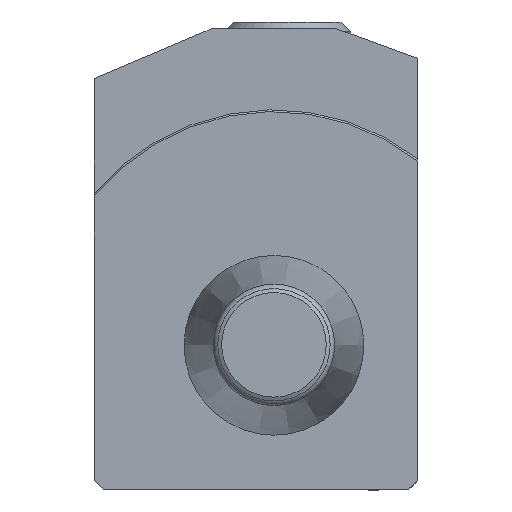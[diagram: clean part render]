
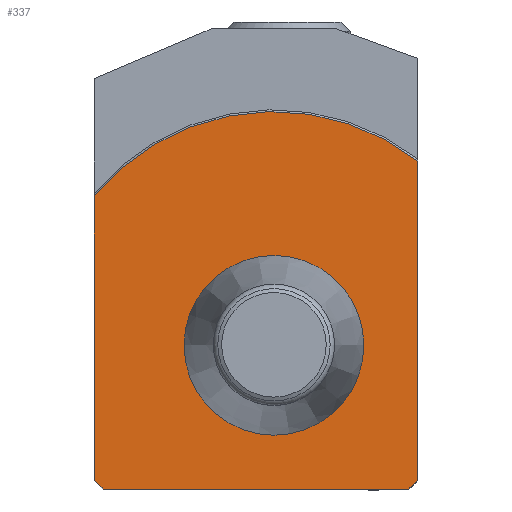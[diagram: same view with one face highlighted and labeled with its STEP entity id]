
A CAD part, top view. The second image highlights one B-rep face of the part: STEP entity #337.
In plain terms, the highlighted planar face has unit normal (0, 0, 1).
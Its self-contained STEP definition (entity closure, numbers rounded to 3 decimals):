
#153=FACE_BOUND('',#613,.T.);
#154=FACE_BOUND('',#614,.T.);
#222=CIRCLE('',#2157,5.);
#223=CIRCLE('',#2158,13.);
#337=ADVANCED_FACE('SHANK_NECK_TOP_1',(#153,#154),#447,.T.);
#447=PLANE('',#2159);
#613=EDGE_LOOP('',(#801));
#614=EDGE_LOOP('',(#802,#803,#804,#805,#806,#807));
#801=ORIENTED_EDGE('',*,*,#1548,.T.);
#802=ORIENTED_EDGE('',*,*,#1543,.T.);
#803=ORIENTED_EDGE('',*,*,#1549,.F.);
#804=ORIENTED_EDGE('',*,*,#1550,.T.);
#805=ORIENTED_EDGE('',*,*,#1551,.F.);
#806=ORIENTED_EDGE('',*,*,#1552,.T.);
#807=ORIENTED_EDGE('',*,*,#1553,.F.);
#1344=VERTEX_POINT('',#2976);
#1345=VERTEX_POINT('',#2978);
#1349=VERTEX_POINT('',#2989);
#1350=VERTEX_POINT('',#2991);
#1351=VERTEX_POINT('',#2993);
#1352=VERTEX_POINT('',#2995);
#1353=VERTEX_POINT('',#2997);
#1543=EDGE_CURVE('',#1345,#1344,#1812,.T.);
#1548=EDGE_CURVE('',#1349,#1349,#222,.T.);
#1549=EDGE_CURVE('',#1350,#1344,#223,.T.);
#1550=EDGE_CURVE('',#1350,#1351,#1816,.T.);
#1551=EDGE_CURVE('',#1352,#1351,#1817,.T.);
#1552=EDGE_CURVE('',#1352,#1353,#1818,.T.);
#1553=EDGE_CURVE('',#1345,#1353,#1819,.T.);
#1812=LINE('',#2977,#1953);
#1816=LINE('',#2992,#1957);
#1817=LINE('',#2994,#1958);
#1818=LINE('',#2996,#1959);
#1819=LINE('',#2998,#1960);
#1953=VECTOR('',#2376,1.);
#1957=VECTOR('',#2390,1.);
#1958=VECTOR('',#2391,1.);
#1959=VECTOR('',#2392,1.);
#1960=VECTOR('',#2393,1.);
#2157=AXIS2_PLACEMENT_3D('',#2988,#2386,#2387);
#2158=AXIS2_PLACEMENT_3D('',#2990,#2388,#2389);
#2159=AXIS2_PLACEMENT_3D('',#2999,#2394,#2395);
#2376=DIRECTION('',(0.,1.,0.));
#2386=DIRECTION('',(0.,0.,-1.));
#2387=DIRECTION('',(-1.,0.,0.));
#2388=DIRECTION('',(0.,0.,-1.));
#2389=DIRECTION('',(1.,0.,0.));
#2390=DIRECTION('',(0.,-1.,0.));
#2391=DIRECTION('',(-0.707,0.707,0.));
#2392=DIRECTION('',(1.,0.,0.));
#2393=DIRECTION('',(-0.707,-0.707,0.));
#2394=DIRECTION('',(0.,0.,1.));
#2395=DIRECTION('',(-1.,0.,0.));
#2976=CARTESIAN_POINT('',(8.,10.247,0.));
#2977=CARTESIAN_POINT('',(8.,-8.,0.));
#2978=CARTESIAN_POINT('',(8.,-7.5,0.));
#2988=CARTESIAN_POINT('',(0.,0.,0.));
#2989=CARTESIAN_POINT('',(-5.,0.,0.));
#2990=CARTESIAN_POINT('',(0.,0.,0.));
#2991=CARTESIAN_POINT('',(-10.,8.307,0.));
#2992=CARTESIAN_POINT('',(-10.,18.,0.));
#2993=CARTESIAN_POINT('',(-10.,-7.5,0.));
#2994=CARTESIAN_POINT('',(-9.5,-8.,0.));
#2995=CARTESIAN_POINT('',(-9.5,-8.,0.));
#2996=CARTESIAN_POINT('',(-10.,-8.,0.));
#2997=CARTESIAN_POINT('',(7.5,-8.,0.));
#2998=CARTESIAN_POINT('',(8.,-7.5,0.));
#2999=CARTESIAN_POINT('',(-1.,2.5,0.));
